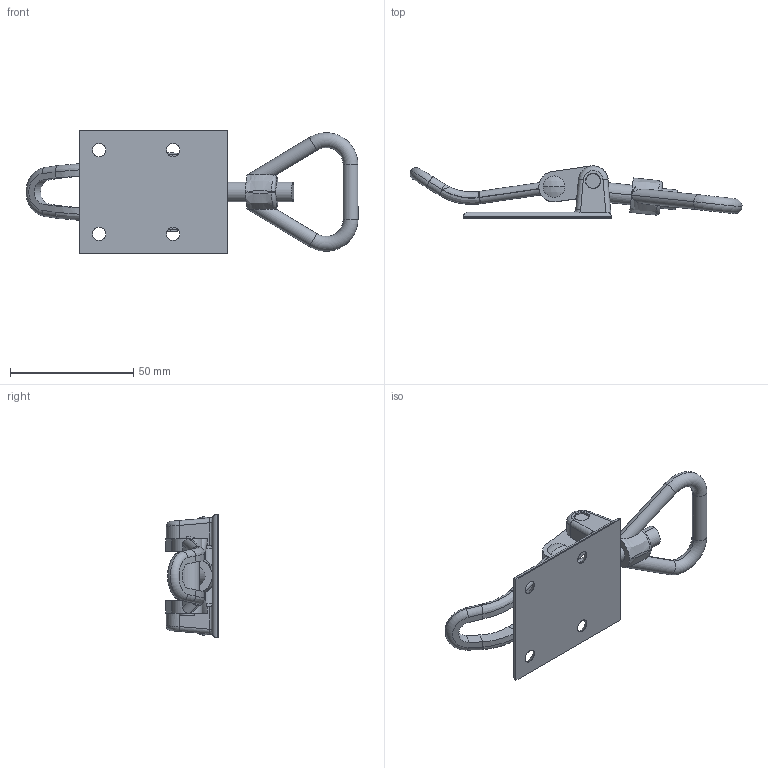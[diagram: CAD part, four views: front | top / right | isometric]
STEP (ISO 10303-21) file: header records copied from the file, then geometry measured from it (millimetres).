
FILE_DESCRIPTION (( 'STEP AP214' ), '1' );
FILE_NAME ('53130 - 504 C RF.STEP', '2016-12-30T09:33:35', ( '' ), ( '' ), 'SwSTEP 2.0', 'SolidWorks 2015', '' );
FILE_SCHEMA (( 'AUTOMOTIVE_DESIGN' ));
Length unit declared in the file: millimetre
Products named in the file (6): Justerskruv M8; Ring 3; Hålnit 6x32; bygel 3; 404-504 C RF; 53130 - 504 C RF
Assembly tree (5 placements, depth 2):
  53130 - 504 C RF
    404-504 C RF
    bygel 3
    Hålnit 6x32
    Ring 3
    Justerskruv M8
Bounding box: 134.49 x 21.15 x 50 mm (x, y, z)
Volume: 24109.4 mm3; surface area: 17916.7 mm2
Topology: 5 solids, 5 shells, 204 faces, 498 edges, 308 vertices
Faces by surface type: cylinder 83, plane 56, bspline 45, torus 10, cone 8, sphere 2
Entity records: 8795 total; most frequent: CARTESIAN_POINT 4129, ORIENTED_EDGE 996, DIRECTION 842, EDGE_CURVE 498, AXIS2_PLACEMENT_3D 328, VERTEX_POINT 308, EDGE_LOOP 230, ADVANCED_FACE 204
